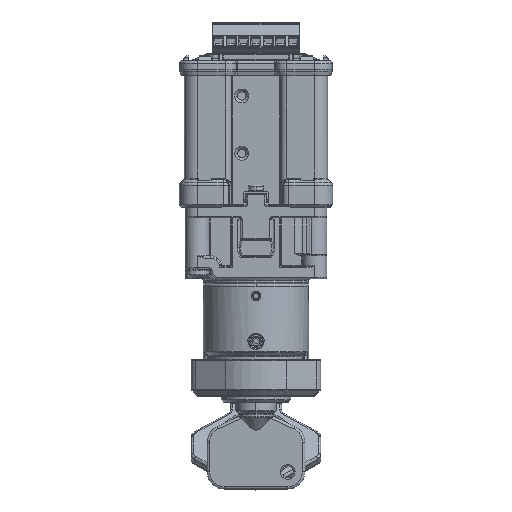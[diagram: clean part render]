
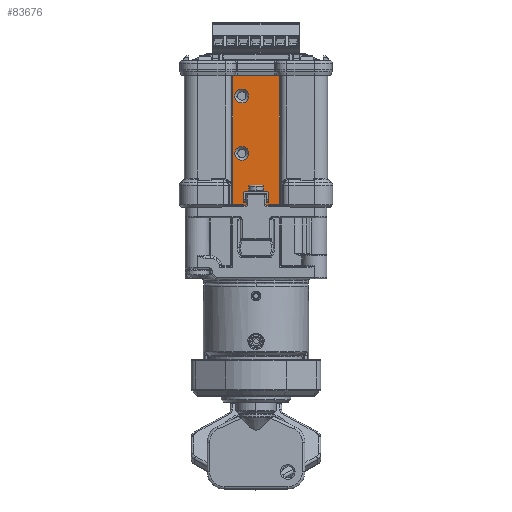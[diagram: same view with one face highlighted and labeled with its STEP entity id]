
A CAD part, left-side view. The second image highlights one B-rep face of the part: STEP entity #83676.
In plain terms, the highlighted planar face has unit normal (-1, 0, 0).
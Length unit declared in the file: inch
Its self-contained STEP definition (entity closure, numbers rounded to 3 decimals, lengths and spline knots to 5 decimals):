
#2557 = LINE ( 'NONE', #36573, #89764 ) ;
#2819 = CARTESIAN_POINT ( 'NONE',  ( -0.5748, 0.94488, 0.94488 ) ) ;
#3549 = VECTOR ( 'NONE', #75182, 39.37008 ) ;
#5248 = EDGE_LOOP ( 'NONE', ( #107467, #40988 ) ) ;
#5361 = EDGE_CURVE ( 'NONE', #12503, #64555, #76332, .T. ) ;
#5507 = VECTOR ( 'NONE', #50434, 39.37008 ) ;
#6452 = AXIS2_PLACEMENT_3D ( 'NONE', #39898, #30423, #106823 ) ;
#9111 = VECTOR ( 'NONE', #104003, 39.37008 ) ;
#9601 = ORIENTED_EDGE ( 'NONE', *, *, #13167, .F. ) ;
#12503 = VERTEX_POINT ( 'NONE', #21876 ) ;
#12893 = CARTESIAN_POINT ( 'NONE',  ( -0.5748, 0.39764, 0.62997 ) ) ;
#13167 = EDGE_CURVE ( 'NONE', #66033, #86329, #88441, .T. ) ;
#15936 = CARTESIAN_POINT ( 'NONE',  ( -0.5748, 0.34055, 2.75197 ) ) ;
#16381 = VECTOR ( 'NONE', #107356, 39.37008 ) ;
#17202 = CARTESIAN_POINT ( 'NONE',  ( -0.5748, -0.37795, 1.00394 ) ) ;
#17832 = EDGE_CURVE ( 'NONE', #64555, #73506, #64617, .T. ) ;
#18144 = CARTESIAN_POINT ( 'NONE',  ( -0.5748, 0.37795, 0.62997 ) ) ;
#18972 = CARTESIAN_POINT ( 'NONE',  ( -0.5748, 0.11614, 1.82677 ) ) ;
#19856 = ORIENTED_EDGE ( 'NONE', *, *, #41900, .F. ) ;
#20034 = EDGE_CURVE ( 'NONE', #45058, #25317, #99556, .T. ) ;
#20723 = DIRECTION ( 'NONE',  ( -1., 0., 0. ) ) ;
#21262 = PLANE ( 'NONE',  #70583 ) ;
#21457 = DIRECTION ( 'NONE',  ( 0., 0., -1. ) ) ;
#21649 = CARTESIAN_POINT ( 'NONE',  ( -0.5748, 0., 1.00394 ) ) ;
#21876 = CARTESIAN_POINT ( 'NONE',  ( -0.5748, 0.19685, 0.94488 ) ) ;
#22718 = CARTESIAN_POINT ( 'NONE',  ( -0.5748, 0.34055, 1.82677 ) ) ;
#23878 = AXIS2_PLACEMENT_3D ( 'NONE', #67073, #102724, #60366 ) ;
#25317 = VERTEX_POINT ( 'NONE', #58437 ) ;
#25508 = EDGE_CURVE ( 'NONE', #85217, #99151, #91939, .T. ) ;
#29854 = CARTESIAN_POINT ( 'NONE',  ( -0.5748, 0., 1.00394 ) ) ;
#30216 = VERTEX_POINT ( 'NONE', #22718 ) ;
#30423 = DIRECTION ( 'NONE',  ( 1., 0., 0. ) ) ;
#30777 = CIRCLE ( 'NONE', #109121, 0.1122 ) ;
#31203 = CARTESIAN_POINT ( 'NONE',  ( -0.5748, 0.22835, 2.75197 ) ) ;
#36368 = FACE_OUTER_BOUND ( 'NONE', #97843, .T. ) ;
#36573 = CARTESIAN_POINT ( 'NONE',  ( -0.5748, -0.19685, 0.24864 ) ) ;
#36664 = CARTESIAN_POINT ( 'NONE',  ( -0.5748, -0.37795, 3.24016 ) ) ;
#37662 = EDGE_CURVE ( 'NONE', #49650, #30216, #79063, .T. ) ;
#39351 = CARTESIAN_POINT ( 'NONE',  ( -0.5748, 0.39764, 3.24016 ) ) ;
#39898 = CARTESIAN_POINT ( 'NONE',  ( -0.5748, 0.22835, 2.75197 ) ) ;
#40396 = VERTEX_POINT ( 'NONE', #68810 ) ;
#40988 = ORIENTED_EDGE ( 'NONE', *, *, #37662, .T. ) ;
#41900 = EDGE_CURVE ( 'NONE', #40396, #12503, #77596, .T. ) ;
#42062 = ORIENTED_EDGE ( 'NONE', *, *, #5361, .F. ) ;
#45058 = VERTEX_POINT ( 'NONE', #36664 ) ;
#45301 = FACE_BOUND ( 'NONE', #5248, .T. ) ;
#46750 = ORIENTED_EDGE ( 'NONE', *, *, #17832, .F. ) ;
#47725 = DIRECTION ( 'NONE',  ( 0., 1., 0. ) ) ;
#49650 = VERTEX_POINT ( 'NONE', #18972 ) ;
#50129 = CARTESIAN_POINT ( 'NONE',  ( -0.5748, 0.19685, 0.24864 ) ) ;
#50434 = DIRECTION ( 'NONE',  ( 0., 0., 1. ) ) ;
#51196 = CARTESIAN_POINT ( 'NONE',  ( -0.5748, 0.19685, 1.00394 ) ) ;
#52481 = DIRECTION ( 'NONE',  ( 0., 1., 0. ) ) ;
#56271 = ORIENTED_EDGE ( 'NONE', *, *, #88845, .T. ) ;
#57239 = VECTOR ( 'NONE', #47725, 39.37008 ) ;
#58437 = CARTESIAN_POINT ( 'NONE',  ( -0.5748, 0.37795, 3.24016 ) ) ;
#58763 = EDGE_CURVE ( 'NONE', #99151, #85217, #68618, .T. ) ;
#59716 = VECTOR ( 'NONE', #110310, 39.37008 ) ;
#60366 = DIRECTION ( 'NONE',  ( 0., -1., 0. ) ) ;
#62880 = ORIENTED_EDGE ( 'NONE', *, *, #58763, .T. ) ;
#64555 = VERTEX_POINT ( 'NONE', #51196 ) ;
#64617 = LINE ( 'NONE', #21649, #3549 ) ;
#66033 = VERTEX_POINT ( 'NONE', #17202 ) ;
#67073 = CARTESIAN_POINT ( 'NONE',  ( -0.5748, 0.22835, 1.82677 ) ) ;
#67150 = ORIENTED_EDGE ( 'NONE', *, *, #101456, .F. ) ;
#68618 = CIRCLE ( 'NONE', #72082, 0.1122 ) ;
#68810 = CARTESIAN_POINT ( 'NONE',  ( -0.5748, -0.19685, 0.94488 ) ) ;
#69480 = DIRECTION ( 'NONE',  ( 0., 0., 1. ) ) ;
#70583 = AXIS2_PLACEMENT_3D ( 'NONE', #12893, #20723, #79311 ) ;
#72082 = AXIS2_PLACEMENT_3D ( 'NONE', #31203, #97927, #107378 ) ;
#73506 = VERTEX_POINT ( 'NONE', #79183 ) ;
#74411 = CARTESIAN_POINT ( 'NONE',  ( -0.5748, -0.37795, 0.62997 ) ) ;
#75182 = DIRECTION ( 'NONE',  ( 0., 1., 0. ) ) ;
#76332 = LINE ( 'NONE', #50129, #59716 ) ;
#76746 = CARTESIAN_POINT ( 'NONE',  ( -0.5748, 0.22835, 1.82677 ) ) ;
#77194 = ORIENTED_EDGE ( 'NONE', *, *, #20034, .T. ) ;
#77596 = LINE ( 'NONE', #2819, #93966 ) ;
#79063 = CIRCLE ( 'NONE', #23878, 0.1122 ) ;
#79183 = CARTESIAN_POINT ( 'NONE',  ( -0.5748, 0.37795, 1.00394 ) ) ;
#79311 = DIRECTION ( 'NONE',  ( 0., -1., 0. ) ) ;
#79516 = EDGE_LOOP ( 'NONE', ( #96059, #62880 ) ) ;
#82012 = EDGE_CURVE ( 'NONE', #30216, #49650, #30777, .T. ) ;
#83676 = ADVANCED_FACE ( 'NONE', ( #36368, #45301, #87673 ), #21262, .T. ) ;
#85217 = VERTEX_POINT ( 'NONE', #15936 ) ;
#86329 = VERTEX_POINT ( 'NONE', #96223 ) ;
#87673 = FACE_BOUND ( 'NONE', #79516, .T. ) ;
#88441 = LINE ( 'NONE', #29854, #57239 ) ;
#88845 = EDGE_CURVE ( 'NONE', #66033, #45058, #108406, .T. ) ;
#89764 = VECTOR ( 'NONE', #21457, 39.37008 ) ;
#90190 = ORIENTED_EDGE ( 'NONE', *, *, #103517, .T. ) ;
#91386 = CARTESIAN_POINT ( 'NONE',  ( -0.5748, 0.11614, 2.75197 ) ) ;
#91939 = CIRCLE ( 'NONE', #6452, 0.1122 ) ;
#93966 = VECTOR ( 'NONE', #52481, 39.37008 ) ;
#96059 = ORIENTED_EDGE ( 'NONE', *, *, #25508, .T. ) ;
#96184 = LINE ( 'NONE', #18144, #9111 ) ;
#96223 = CARTESIAN_POINT ( 'NONE',  ( -0.5748, -0.19685, 1.00394 ) ) ;
#97843 = EDGE_LOOP ( 'NONE', ( #67150, #9601, #56271, #77194, #90190, #46750, #42062, #19856 ) ) ;
#97927 = DIRECTION ( 'NONE',  ( 1., 0., 0. ) ) ;
#99151 = VERTEX_POINT ( 'NONE', #91386 ) ;
#99556 = LINE ( 'NONE', #39351, #16381 ) ;
#101456 = EDGE_CURVE ( 'NONE', #86329, #40396, #2557, .T. ) ;
#102724 = DIRECTION ( 'NONE',  ( 1., 0., 0. ) ) ;
#103472 = DIRECTION ( 'NONE',  ( 1., 0., 0. ) ) ;
#103517 = EDGE_CURVE ( 'NONE', #25317, #73506, #96184, .T. ) ;
#104003 = DIRECTION ( 'NONE',  ( 0., 0., -1. ) ) ;
#106823 = DIRECTION ( 'NONE',  ( 0., -1., 0. ) ) ;
#107356 = DIRECTION ( 'NONE',  ( 0., 1., 0. ) ) ;
#107378 = DIRECTION ( 'NONE',  ( 0., -1., 0. ) ) ;
#107467 = ORIENTED_EDGE ( 'NONE', *, *, #82012, .T. ) ;
#108406 = LINE ( 'NONE', #74411, #5507 ) ;
#109121 = AXIS2_PLACEMENT_3D ( 'NONE', #76746, #103472, #69480 ) ;
#110310 = DIRECTION ( 'NONE',  ( 0., 0., 1. ) ) ;
